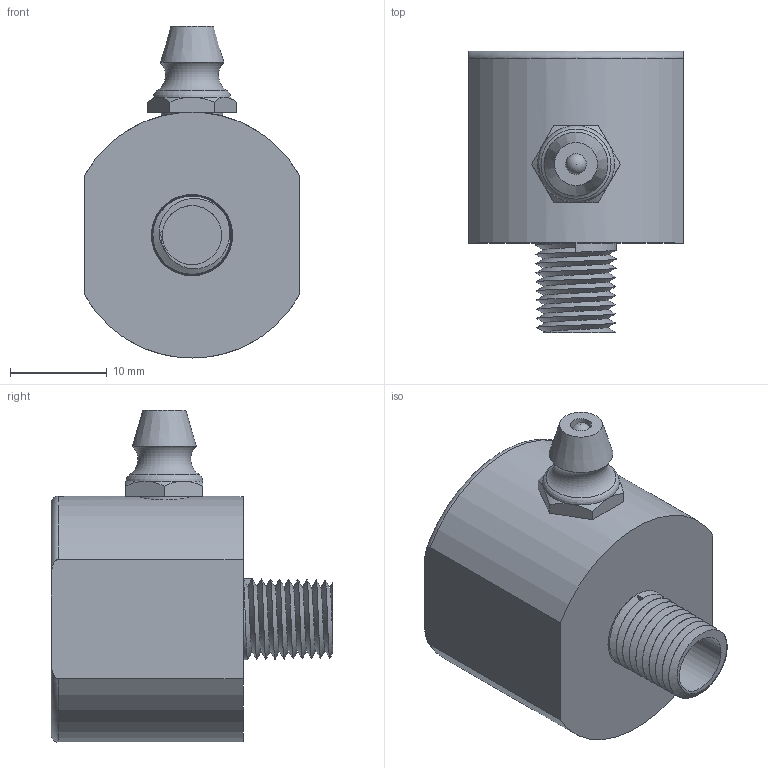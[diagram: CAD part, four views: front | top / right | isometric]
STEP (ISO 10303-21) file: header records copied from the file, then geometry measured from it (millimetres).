
FILE_DESCRIPTION(/* description */ (''),/* implementation_level */ '2;1');
FILE_NAME(/* name */ 'MH134-2A.stp',/* time_stamp */ '2017-05-05T17:54:35-04:00',/* author */ ('aneininger'),/* organization */ (''),/* preprocessor_version */ 'ST-DEVELOPER v16.5',/* originating_system */ 'Autodesk Inventor 2017',/* authorisation */ '');
FILE_SCHEMA (('AUTOMOTIVE_DESIGN { 1 0 10303 214 3 1 1 }'));
Length unit declared in the file: inch
Products named in the file (1): MH134-2A
Bounding box: 22.23 x 29.08 x 34.27 mm (x, y, z)
Volume: 9315.9 mm3; surface area: 3946.2 mm2
Topology: 1 solids, 3 shells, 44 faces, 99 edges, 61 vertices
Faces by surface type: plane 19, cylinder 11, cone 4, torus 4, bspline 4, sphere 2
Full cylindrical faces by diameter (mm): 2.159 x2, 3.81 x1, 5.359 x1, 6.096 x1
Entity records: 2761 total; most frequent: CARTESIAN_POINT 1834, ORIENTED_EDGE 166, DIRECTION 162, EDGE_CURVE 80, AXIS2_PLACEMENT_3D 66, EDGE_LOOP 60, VERTEX_POINT 54, STYLED_ITEM 45
